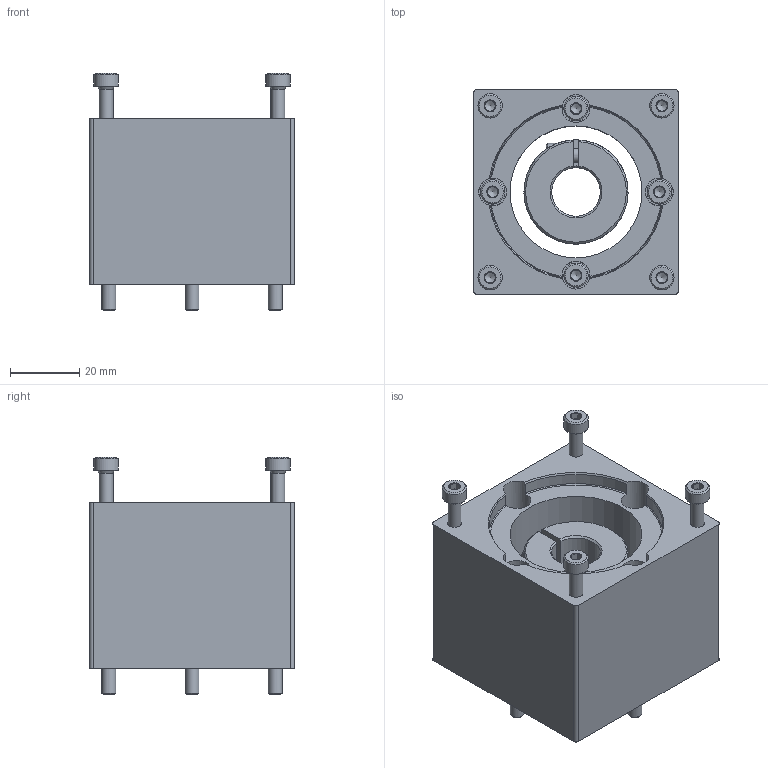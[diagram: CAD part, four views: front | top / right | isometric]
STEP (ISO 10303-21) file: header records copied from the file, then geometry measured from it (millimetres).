
FILE_DESCRIPTION( ( 'STEP AP214' ), '1' );
FILE_NAME( '4133487_EAMM-A-T42-60P.stp', '2019-08-20T07:01:31', ( '' ), ( '' ), ' ', 'PARTsolutions', ' ' );
FILE_SCHEMA( ( 'AUTOMOTIVE_DESIGN { 1 0 10303 214 1 1 1 1 }' ) );
Length unit declared in the file: millimetre
Products named in the file (7): 4133487 EAMM-A-T42-60P; HI_4133487 EAMM-A-T42-60P---(P); HI_ISO-4762 M4x16; HI_ISO-4762 M4x40; _4706019 EAMC-30-GS16-D14x10; _4953967 EAMC-30-GS16; HI_ISO-4762 M4x12
Assembly tree (12 placements, depth 2):
  4133487 EAMM-A-T42-60P
    HI_4133487 EAMM-A-T42-60P---(P)
    HI_ISO-4762 M4x16  x4
    HI_ISO-4762 M4x40  x4
    _4706019 EAMC-30-GS16-D14x10
    _4953967 EAMC-30-GS16
    HI_ISO-4762 M4x12
Bounding box: 59 x 59 x 68.5 mm (x, y, z)
Volume: 116402.8 mm3; surface area: 35684.2 mm2
Topology: 12 solids, 12 shells, 374 faces, 922 edges, 582 vertices
Faces by surface type: plane 162, cone 122, cylinder 82, torus 8
Full cylindrical faces by diameter (mm): 3.242 x6, 4 x9, 4.5 x4, 7 x9, 8 x4, 14 x1, 38 x1, 42 x1
Entity records: 8048 total; most frequent: CARTESIAN_POINT 1412, DIRECTION 1066, ORIENTED_EDGE 926, EDGE_CURVE 463, AXIS2_PLACEMENT_3D 446, VERTEX_POINT 330, EDGE_LOOP 276, FACE_OUTER_BOUND 230
